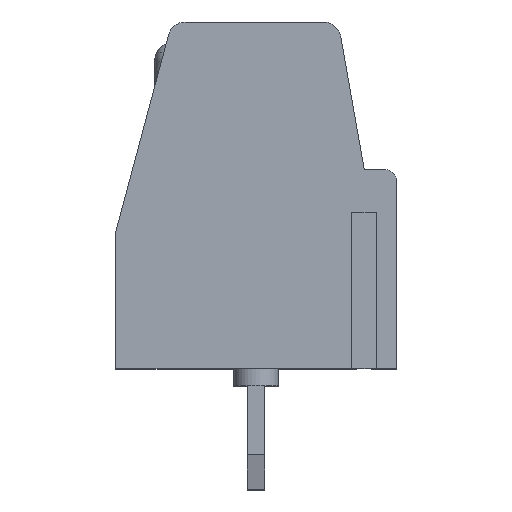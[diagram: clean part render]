
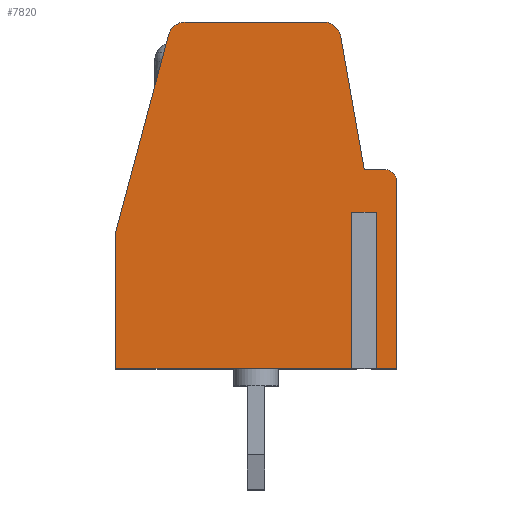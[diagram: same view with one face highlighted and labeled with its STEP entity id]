
A CAD part, top view. The second image highlights one B-rep face of the part: STEP entity #7820.
In plain terms, the highlighted face is planar.
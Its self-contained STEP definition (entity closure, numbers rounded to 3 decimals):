
#5080=CARTESIAN_POINT('',(-38.767,
   -26.716,-7.62));
#5090=DIRECTION('',(0.,-1.,
   0.));
#5100=VECTOR('',#5090,1.);
#5110=LINE('',#5080,#5100);
#5120=CARTESIAN_POINT('',(-38.767,20.009
   ,-7.62));
#5130=VERTEX_POINT('',#5120);
#5140=CARTESIAN_POINT('',(-38.767,15.509
   ,-7.62));
#5150=VERTEX_POINT('',#5140);
#5160=EDGE_CURVE('',#5130,#5150,#5110,.T.);
#6730=CARTESIAN_POINT('',(0.,0.,
   -7.62));
#6740=DIRECTION('',(0.,0.,
   1.));
#6750=DIRECTION('',(1.,0.,
   0.));
#6760=AXIS2_PLACEMENT_3D('',#6730,#6740,#6750);
#6770=PLANE('',#6760);
#6780=CARTESIAN_POINT('',(-33.813,25.009
   ,-7.62));
#6790=DIRECTION('',(0.,0.,
   1.));
#6800=DIRECTION('',(1.,0.,
   0.));
#6810=AXIS2_PLACEMENT_3D('',#6780,#6790,#6800);
#6820=CIRCLE('',#6810,0.5);
#6830=CARTESIAN_POINT('',(-33.33,25.138
   ,-7.62));
#6840=VERTEX_POINT('',#6830);
#6850=CARTESIAN_POINT('',(-33.813,25.509
   ,-7.62));
#6860=VERTEX_POINT('',#6850);
#6870=EDGE_CURVE('',#6840,#6860,#6820,.T.);
#6880=ORIENTED_EDGE('',*,*,#6870,.F.);
#6890=CARTESIAN_POINT('',(-88.926,25.509
   ,-7.62));
#6900=DIRECTION('',(1.,0.,
   0.));
#6910=VECTOR('',#6900,1.);
#6920=LINE('',#6890,#6910);
#6930=CARTESIAN_POINT('',(-37.809,25.509
   ,-7.62));
#6940=VERTEX_POINT('',#6930);
#6950=EDGE_CURVE('',#6940,#6860,#6920,.T.);
#6960=ORIENTED_EDGE('',*,*,#6950,.T.);
#6970=CARTESIAN_POINT('',(-37.809,25.009
   ,-7.62));
#6980=DIRECTION('',(0.,0.,
   1.));
#6990=DIRECTION('',(1.,0.,
   0.));
#7000=AXIS2_PLACEMENT_3D('',#6970,#6980,#6990);
#7010=CIRCLE('',#7000,0.5);
#7020=CARTESIAN_POINT('',(-38.302,25.096
   ,-7.62));
#7030=VERTEX_POINT('',#7020);
#7040=EDGE_CURVE('',#6940,#7030,#7010,.T.);
#7050=ORIENTED_EDGE('',*,*,#7040,.F.);
#7060=CARTESIAN_POINT('',(-47.438,
   -26.716,-7.62));
#7070=DIRECTION('',(0.174,0.985,
   0.));
#7080=VECTOR('',#7070,1.);
#7090=LINE('',#7060,#7080);
#7100=CARTESIAN_POINT('',(-38.982,21.239
   ,-7.62));
#7110=VERTEX_POINT('',#7100);
#7120=EDGE_CURVE('',#7110,#7030,#7090,.T.);
#7130=ORIENTED_EDGE('',*,*,#7120,.T.);
#7140=CARTESIAN_POINT('',(-88.926,21.239
   ,-7.62));
#7150=DIRECTION('',(1.,0.,
   0.));
#7160=VECTOR('',#7150,1.);
#7170=LINE('',#7140,#7160);
#7180=CARTESIAN_POINT('',(-39.604,21.239
   ,-7.62));
#7190=VERTEX_POINT('',#7180);
#7200=EDGE_CURVE('',#7190,#7110,#7170,.T.);
#7210=ORIENTED_EDGE('',*,*,#7200,.T.);
#7220=CARTESIAN_POINT('',(-39.604,20.939
   ,-7.62));
#7230=DIRECTION('',(0.,0.,
   1.));
#7240=DIRECTION('',(1.,0.,
   0.));
#7250=AXIS2_PLACEMENT_3D('',#7220,#7230,#7240);
#7260=CIRCLE('',#7250,0.3);
#7270=CARTESIAN_POINT('',(-39.904,20.939
   ,-7.62));
#7280=VERTEX_POINT('',#7270);
#7290=EDGE_CURVE('',#7190,#7280,#7260,.T.);
#7300=ORIENTED_EDGE('',*,*,#7290,.F.);
#7310=CARTESIAN_POINT('',(-39.904,
   -26.716,-7.62));
#7320=DIRECTION('',(0.,1.,
   0.));
#7330=VECTOR('',#7320,1.);
#7340=LINE('',#7310,#7330);
#7350=CARTESIAN_POINT('',(-39.904,15.509
   ,-7.62));
#7360=VERTEX_POINT('',#7350);
#7370=EDGE_CURVE('',#7360,#7280,#7340,.T.);
#7380=ORIENTED_EDGE('',*,*,#7370,.T.);
#7390=CARTESIAN_POINT('',(-88.926,15.509
   ,-7.62));
#7400=DIRECTION('',(-1.,0.,
   0.));
#7410=VECTOR('',#7400,1.);
#7420=LINE('',#7390,#7410);
#7430=CARTESIAN_POINT('',(-39.181,15.509
   ,-7.62));
#7440=VERTEX_POINT('',#7430);
#7450=EDGE_CURVE('',#7440,#7360,#7420,.T.);
#7460=ORIENTED_EDGE('',*,*,#7450,.T.);
#7470=CARTESIAN_POINT('',(-39.181,
   -26.716,-7.62));
#7480=DIRECTION('',(0.,1.,
   0.));
#7490=VECTOR('',#7480,1.);
#7500=LINE('',#7470,#7490);
#7510=CARTESIAN_POINT('',(-39.181,20.009
   ,-7.62));
#7520=VERTEX_POINT('',#7510);
#7530=EDGE_CURVE('',#7440,#7520,#7500,.T.);
#7540=ORIENTED_EDGE('',*,*,#7530,.F.);
#7550=CARTESIAN_POINT('',(-88.926,20.009
   ,-7.62));
#7560=DIRECTION('',(-1.,0.,
   0.));
#7570=VECTOR('',#7560,1.);
#7580=LINE('',#7550,#7570);
#7590=EDGE_CURVE('',#5130,#7520,#7580,.T.);
#7600=ORIENTED_EDGE('',*,*,#7590,.T.);
#7610=ORIENTED_EDGE('',*,*,#5160,.F.);
#7620=CARTESIAN_POINT('',(-31.804,15.509
   ,-7.62));
#7630=VERTEX_POINT('',#7620);
#7640=EDGE_CURVE('',#7630,#5150,#7420,.T.);
#7650=ORIENTED_EDGE('',*,*,#7640,.T.);
#7660=CARTESIAN_POINT('',(-31.804,
   -26.716,-7.62));
#7670=DIRECTION('',(0.,-1.,
   0.));
#7680=VECTOR('',#7670,1.);
#7690=LINE('',#7660,#7680);
#7700=CARTESIAN_POINT('',(-31.804,19.444
   ,-7.62));
#7710=VERTEX_POINT('',#7700);
#7720=EDGE_CURVE('',#7710,#7630,#7690,.T.);
#7730=ORIENTED_EDGE('',*,*,#7720,.T.);
#7740=CARTESIAN_POINT('',(-19.435,
   -26.716,-7.62));
#7750=DIRECTION('',(0.259,-0.966,
   0.));
#7760=VECTOR('',#7750,1.);
#7770=LINE('',#7740,#7760);
#7780=EDGE_CURVE('',#6840,#7710,#7770,.T.);
#7790=ORIENTED_EDGE('',*,*,#7780,.T.);
#7800=EDGE_LOOP('',(#7790,#7730,#7650,#7610,#7600,#7540,#7460,#7380,
   #7300,#7210,#7130,#7050,#6960,#6880));
#7810=FACE_OUTER_BOUND('',#7800,.T.);
#7820=ADVANCED_FACE('',(#7810),#6770,.F.);
